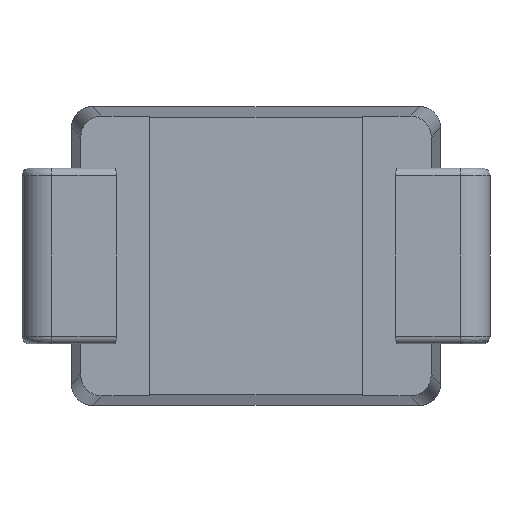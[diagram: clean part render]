
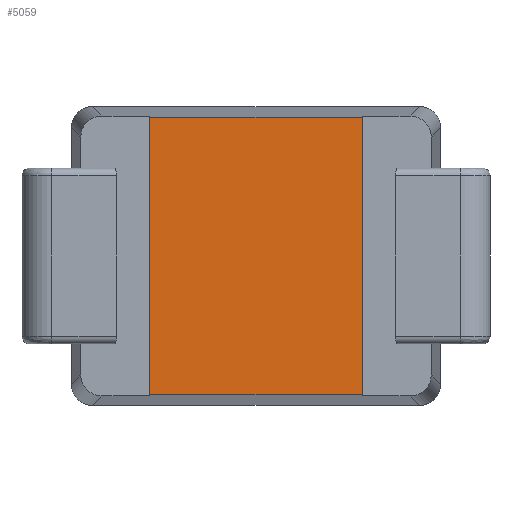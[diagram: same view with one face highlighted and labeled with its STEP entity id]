
A CAD part, front view. The second image highlights one B-rep face of the part: STEP entity #5059.
In plain terms, the highlighted planar face has unit normal (0, -1, 0).
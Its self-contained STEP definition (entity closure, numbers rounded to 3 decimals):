
#7 = DIRECTION ( 'NONE',  ( 1., 0., 0. ) ) ;
#275 = EDGE_CURVE ( 'NONE', #3763, #4178, #1234, .T. ) ;
#690 = CARTESIAN_POINT ( 'NONE',  ( -1.21, -1.4, 0. ) ) ;
#806 = DIRECTION ( 'NONE',  ( 0., 0., 1. ) ) ;
#894 = EDGE_CURVE ( 'NONE', #4963, #4644, #4605, .T. ) ;
#1166 = EDGE_CURVE ( 'NONE', #4178, #4963, #1315, .T. ) ;
#1234 = LINE ( 'NONE', #3949, #3633 ) ;
#1238 = DIRECTION ( 'NONE',  ( -1., 0., 0. ) ) ;
#1315 = LINE ( 'NONE', #690, #4787 ) ;
#1589 = DIRECTION ( 'NONE',  ( 0., 0., 1. ) ) ;
#1600 = CARTESIAN_POINT ( 'NONE',  ( -1.21, -1.4, 1.578 ) ) ;
#1630 = ORIENTED_EDGE ( 'NONE', *, *, #1166, .F. ) ;
#1654 = CARTESIAN_POINT ( 'NONE',  ( -1.21, -1.4, -1.578 ) ) ;
#1733 = CARTESIAN_POINT ( 'NONE',  ( 1.21, -1.4, 1.578 ) ) ;
#1799 = CARTESIAN_POINT ( 'NONE',  ( -2.1, -1.4, 1.578 ) ) ;
#1876 = EDGE_CURVE ( 'NONE', #3763, #4644, #3639, .T. ) ;
#1997 = ORIENTED_EDGE ( 'NONE', *, *, #1876, .T. ) ;
#2136 = DIRECTION ( 'NONE',  ( 0., 0., -1. ) ) ;
#2343 = EDGE_LOOP ( 'NONE', ( #5109, #1997, #2918, #1630 ) ) ;
#2918 = ORIENTED_EDGE ( 'NONE', *, *, #894, .F. ) ;
#3069 = FACE_OUTER_BOUND ( 'NONE', #2343, .T. ) ;
#3408 = VECTOR ( 'NONE', #7, 1000. ) ;
#3486 = PLANE ( 'NONE',  #5701 ) ;
#3511 = CARTESIAN_POINT ( 'NONE',  ( 1.21, -1.4, 0. ) ) ;
#3633 = VECTOR ( 'NONE', #1238, 1000. ) ;
#3639 = LINE ( 'NONE', #3511, #5420 ) ;
#3763 = VERTEX_POINT ( 'NONE', #4138 ) ;
#3949 = CARTESIAN_POINT ( 'NONE',  ( -2.1, -1.4, -1.578 ) ) ;
#4138 = CARTESIAN_POINT ( 'NONE',  ( 1.21, -1.4, -1.578 ) ) ;
#4178 = VERTEX_POINT ( 'NONE', #1654 ) ;
#4404 = CARTESIAN_POINT ( 'NONE',  ( 0., -1.4, 0. ) ) ;
#4605 = LINE ( 'NONE', #1799, #3408 ) ;
#4644 = VERTEX_POINT ( 'NONE', #1733 ) ;
#4787 = VECTOR ( 'NONE', #1589, 1000. ) ;
#4854 = DIRECTION ( 'NONE',  ( 0., -1., 0. ) ) ;
#4963 = VERTEX_POINT ( 'NONE', #1600 ) ;
#5059 = ADVANCED_FACE ( 'NONE', ( #3069 ), #3486, .T. ) ;
#5109 = ORIENTED_EDGE ( 'NONE', *, *, #275, .F. ) ;
#5420 = VECTOR ( 'NONE', #806, 1000. ) ;
#5701 = AXIS2_PLACEMENT_3D ( 'NONE', #4404, #4854, #2136 ) ;
